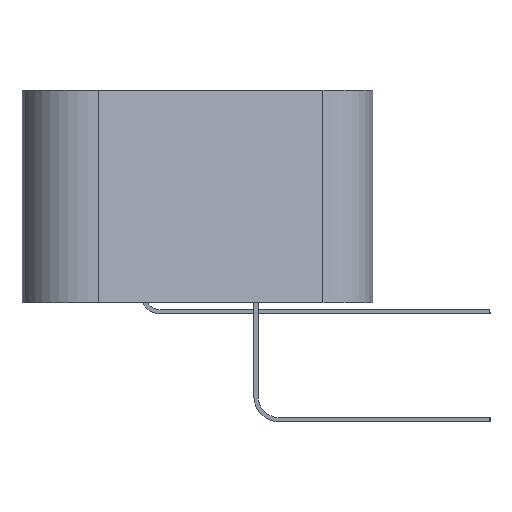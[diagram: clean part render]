
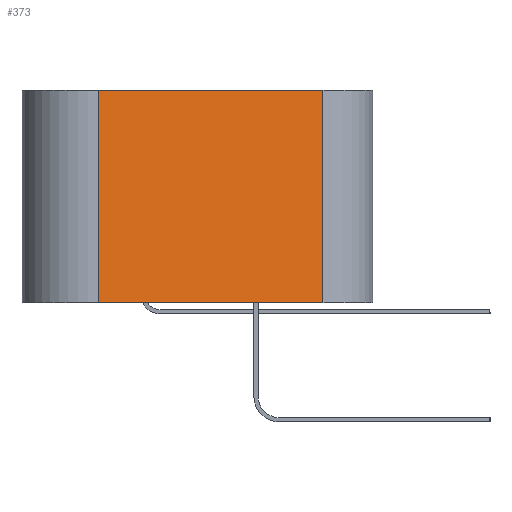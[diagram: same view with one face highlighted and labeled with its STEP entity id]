
A CAD part, left-side view. The second image highlights one B-rep face of the part: STEP entity #373.
In plain terms, the highlighted planar face has unit normal (-0.976, -0.216, 0).
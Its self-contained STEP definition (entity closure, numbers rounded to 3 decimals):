
#345 = VECTOR ( 'NONE', #27610, 1000. ) ;
#373 = ADVANCED_FACE ( 'NONE', ( #7500 ), #14375, .T. ) ;
#1963 = VECTOR ( 'NONE', #3095, 1000. ) ;
#2342 = EDGE_CURVE ( 'NONE', #17441, #23943, #13467, .T. ) ;
#2381 = CARTESIAN_POINT ( 'NONE',  ( -13.142, -41.8, -10. ) ) ;
#3095 = DIRECTION ( 'NONE',  ( 0., 0., 1. ) ) ;
#4774 = DIRECTION ( 'NONE',  ( 0.216, -0.976, 0. ) ) ;
#6008 = ORIENTED_EDGE ( 'NONE', *, *, #15796, .F. ) ;
#6328 = CARTESIAN_POINT ( 'NONE',  ( -23.438, 4.645, 0. ) ) ;
#6820 = VECTOR ( 'NONE', #14691, 1000. ) ;
#7500 = FACE_OUTER_BOUND ( 'NONE', #24473, .T. ) ;
#7770 = CARTESIAN_POINT ( 'NONE',  ( -21.101, -5.899, -10. ) ) ;
#8240 = CARTESIAN_POINT ( 'NONE',  ( -21.101, -5.899, 0. ) ) ;
#8523 = CARTESIAN_POINT ( 'NONE',  ( -21.101, -5.899, -10. ) ) ;
#9742 = LINE ( 'NONE', #11981, #25347 ) ;
#11981 = CARTESIAN_POINT ( 'NONE',  ( -13.142, -41.8, 0. ) ) ;
#13467 = LINE ( 'NONE', #8523, #1963 ) ;
#14375 = PLANE ( 'NONE',  #21252 ) ;
#14691 = DIRECTION ( 'NONE',  ( 0., 0., 1. ) ) ;
#14868 = EDGE_CURVE ( 'NONE', #27865, #23943, #9742, .T. ) ;
#15796 = EDGE_CURVE ( 'NONE', #23837, #27865, #19159, .T. ) ;
#17441 = VERTEX_POINT ( 'NONE', #7770 ) ;
#17840 = ORIENTED_EDGE ( 'NONE', *, *, #2342, .T. ) ;
#18173 = CARTESIAN_POINT ( 'NONE',  ( -13.142, -41.8, -10. ) ) ;
#18442 = ORIENTED_EDGE ( 'NONE', *, *, #14868, .F. ) ;
#19159 = LINE ( 'NONE', #21881, #6820 ) ;
#19161 = DIRECTION ( 'NONE',  ( -0.976, -0.216, 0. ) ) ;
#20421 = ORIENTED_EDGE ( 'NONE', *, *, #29521, .T. ) ;
#21252 = AXIS2_PLACEMENT_3D ( 'NONE', #2381, #19161, #4774 ) ;
#21881 = CARTESIAN_POINT ( 'NONE',  ( -23.438, 4.645, -10. ) ) ;
#23292 = LINE ( 'NONE', #18173, #345 ) ;
#23837 = VERTEX_POINT ( 'NONE', #31567 ) ;
#23943 = VERTEX_POINT ( 'NONE', #8240 ) ;
#24473 = EDGE_LOOP ( 'NONE', ( #17840, #18442, #6008, #20421 ) ) ;
#25347 = VECTOR ( 'NONE', #29219, 1000. ) ;
#27610 = DIRECTION ( 'NONE',  ( 0.216, -0.976, 0. ) ) ;
#27865 = VERTEX_POINT ( 'NONE', #6328 ) ;
#29219 = DIRECTION ( 'NONE',  ( 0.216, -0.976, 0. ) ) ;
#29521 = EDGE_CURVE ( 'NONE', #23837, #17441, #23292, .T. ) ;
#31567 = CARTESIAN_POINT ( 'NONE',  ( -23.438, 4.645, -10. ) ) ;
